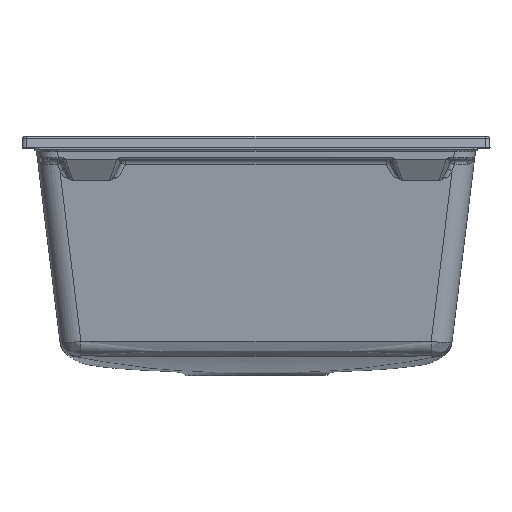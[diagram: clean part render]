
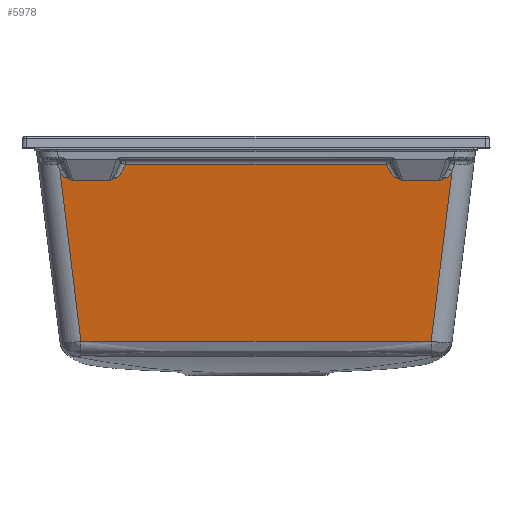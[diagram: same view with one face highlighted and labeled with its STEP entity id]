
A CAD part, top view. The second image highlights one B-rep face of the part: STEP entity #5978.
In plain terms, the highlighted planar face has unit normal (0, -0.122, 0.993).
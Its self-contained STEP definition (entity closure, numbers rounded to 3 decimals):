
#82 = CARTESIAN_POINT ( 'NONE',  ( 176.354, -31.401, 230.212 ) ) ;
#413 = CARTESIAN_POINT ( 'NONE',  ( -175.086, -33.695, 229.93 ) ) ;
#687 = CARTESIAN_POINT ( 'NONE',  ( -190., -37.435, 229.471 ) ) ;
#750 = CARTESIAN_POINT ( 'NONE',  ( -124.217, -37.435, 229.471 ) ) ;
#1064 = CARTESIAN_POINT ( 'NONE',  ( 174.366, -47.59, 228.224 ) ) ;
#1184 =( BOUNDED_CURVE ( )  B_SPLINE_CURVE ( 3, ( #82, #14365, #19466, #7583 ),
 .UNSPECIFIED., .F., .T. ) 
 B_SPLINE_CURVE_WITH_KNOTS ( ( 4, 4 ),
 ( 1.993, 2.323 ),
 .UNSPECIFIED. ) 
 CURVE ( )  GEOMETRIC_REPRESENTATION_ITEM ( )  RATIONAL_B_SPLINE_CURVE ( ( 1., 0.991, 0.991, 1. ) ) 
 REPRESENTATION_ITEM ( '' )  );
#1914 = CARTESIAN_POINT ( 'NONE',  ( -172.355, -37.435, 229.471 ) ) ;
#1915 = CARTESIAN_POINT ( 'NONE',  ( 121.668, -34.29, 229.857 ) ) ;
#1979 = CARTESIAN_POINT ( 'NONE',  ( 131.279, -184.747, 211.383 ) ) ;
#2053 = ORIENTED_EDGE ( 'NONE', *, *, #21661, .T. ) ;
#2302 = DIRECTION ( 'NONE',  ( -0.121, 0.985, 0.121 ) ) ;
#2815 = EDGE_CURVE ( 'NONE', #8178, #10026, #17541, .T. ) ;
#3080 = VERTEX_POINT ( 'NONE', #7619 ) ;
#3196 = VERTEX_POINT ( 'NONE', #7960 ) ;
#3244 = EDGE_CURVE ( 'NONE', #16797, #3196, #13258, .T. ) ;
#3319 = ORIENTED_EDGE ( 'NONE', *, *, #22431, .T. ) ;
#3658 = CARTESIAN_POINT ( 'NONE',  ( -119.307, -30.152, 230.365 ) ) ;
#3895 = EDGE_CURVE ( 'NONE', #10026, #16797, #5098, .T. ) ;
#3937 = CARTESIAN_POINT ( 'NONE',  ( 52.512, -184.984, 211.354 ) ) ;
#3949 = VECTOR ( 'NONE', #9463, 1000. ) ;
#4827 = B_SPLINE_CURVE_WITH_KNOTS ( 'NONE', 3,
 ( #18231, #13045, #12585, #10755, #5664, #17785, #3937, #12930, #1979, #21804 ),
 .UNSPECIFIED., .F., .F.,
 ( 4, 2, 2, 2, 4 ),
 ( 0., 0.079, 0.158, 0.236, 0.315 ),
 .UNSPECIFIED. ) ;
#4855 = DIRECTION ( 'NONE',  ( 0., -0.993, -0.122 ) ) ;
#4980 = CARTESIAN_POINT ( 'NONE',  ( -190., -25.391, 230.95 ) ) ;
#5098 =( BOUNDED_CURVE ( )  B_SPLINE_CURVE ( 3, ( #5719, #3658, #16212, #7457 ),
 .UNSPECIFIED., .F., .T. ) 
 B_SPLINE_CURVE_WITH_KNOTS ( ( 4, 4 ),
 ( 1.722, 2.323 ),
 .UNSPECIFIED. ) 
 CURVE ( )  GEOMETRIC_REPRESENTATION_ITEM ( )  RATIONAL_B_SPLINE_CURVE ( ( 1., 0.97, 0.97, 1. ) ) 
 REPRESENTATION_ITEM ( '' )  );
#5664 = CARTESIAN_POINT ( 'NONE',  ( -26.256, -185.039, 211.348 ) ) ;
#5719 = CARTESIAN_POINT ( 'NONE',  ( -117.345, -25.391, 230.95 ) ) ;
#5978 = ADVANCED_FACE ( 'NONE', ( #16963 ), #14986, .T. ) ;
#6017 = ORIENTED_EDGE ( 'NONE', *, *, #2815, .T. ) ;
#6036 = ORIENTED_EDGE ( 'NONE', *, *, #15236, .T. ) ;
#6212 = ORIENTED_EDGE ( 'NONE', *, *, #8290, .F. ) ;
#7050 = DIRECTION ( 'NONE',  ( -1., 0., 0. ) ) ;
#7457 = CARTESIAN_POINT ( 'NONE',  ( -124.217, -37.435, 229.471 ) ) ;
#7583 = CARTESIAN_POINT ( 'NONE',  ( 172.355, -37.435, 229.471 ) ) ;
#7619 = CARTESIAN_POINT ( 'NONE',  ( 176.354, -31.401, 230.212 ) ) ;
#7960 = CARTESIAN_POINT ( 'NONE',  ( -172.355, -37.435, 229.471 ) ) ;
#8178 = VERTEX_POINT ( 'NONE', #22159 ) ;
#8290 = EDGE_CURVE ( 'NONE', #3080, #11391, #10073, .T. ) ;
#8549 = ORIENTED_EDGE ( 'NONE', *, *, #11654, .T. ) ;
#8627 = EDGE_CURVE ( 'NONE', #17523, #18694, #12571, .T. ) ;
#8675 = CARTESIAN_POINT ( 'NONE',  ( -176.354, -31.401, 230.212 ) ) ;
#8692 = VECTOR ( 'NONE', #17897, 1000. ) ;
#8824 = VERTEX_POINT ( 'NONE', #21790 ) ;
#9463 = DIRECTION ( 'NONE',  ( -1., 0., 0. ) ) ;
#10026 = VERTEX_POINT ( 'NONE', #20164 ) ;
#10055 = CARTESIAN_POINT ( 'NONE',  ( -190., -1.097, 233.933 ) ) ;
#10073 = LINE ( 'NONE', #1064, #10228 ) ;
#10228 = VECTOR ( 'NONE', #17088, 1000. ) ;
#10259 = AXIS2_PLACEMENT_3D ( 'NONE', #10055, #22033, #4855 ) ;
#10279 = EDGE_CURVE ( 'NONE', #18086, #8178, #19975, .T. ) ;
#10755 = CARTESIAN_POINT ( 'NONE',  ( -52.512, -184.984, 211.354 ) ) ;
#10864 = LINE ( 'NONE', #16274, #8692 ) ;
#11073 = CARTESIAN_POINT ( 'NONE',  ( -180.22, 0.086, 234.078 ) ) ;
#11391 = VERTEX_POINT ( 'NONE', #15706 ) ;
#11654 = EDGE_CURVE ( 'NONE', #8824, #18086, #10864, .T. ) ;
#12119 = VECTOR ( 'NONE', #7050, 1000. ) ;
#12571 = LINE ( 'NONE', #11073, #20917 ) ;
#12585 = CARTESIAN_POINT ( 'NONE',  ( -105.023, -184.836, 211.373 ) ) ;
#12635 = CARTESIAN_POINT ( 'NONE',  ( 124.217, -37.435, 229.471 ) ) ;
#12930 = CARTESIAN_POINT ( 'NONE',  ( 105.023, -184.836, 211.373 ) ) ;
#13045 = CARTESIAN_POINT ( 'NONE',  ( -131.279, -184.747, 211.383 ) ) ;
#13258 = LINE ( 'NONE', #687, #3949 ) ;
#14078 = CARTESIAN_POINT ( 'NONE',  ( -157.535, -184.668, 211.393 ) ) ;
#14357 = CARTESIAN_POINT ( 'NONE',  ( 119.307, -30.152, 230.365 ) ) ;
#14365 = CARTESIAN_POINT ( 'NONE',  ( 175.086, -33.695, 229.93 ) ) ;
#14986 = PLANE ( 'NONE',  #10259 ) ;
#15236 = EDGE_CURVE ( 'NONE', #17523, #11391, #4827, .T. ) ;
#15334 = ORIENTED_EDGE ( 'NONE', *, *, #10279, .T. ) ;
#15706 = CARTESIAN_POINT ( 'NONE',  ( 157.535, -184.668, 211.393 ) ) ;
#16212 = CARTESIAN_POINT ( 'NONE',  ( -121.668, -34.29, 229.857 ) ) ;
#16274 = CARTESIAN_POINT ( 'NONE',  ( -190., -37.435, 229.471 ) ) ;
#16797 = VERTEX_POINT ( 'NONE', #750 ) ;
#16963 = FACE_OUTER_BOUND ( 'NONE', #18460, .T. ) ;
#17088 = DIRECTION ( 'NONE',  ( -0.121, -0.985, -0.121 ) ) ;
#17523 = VERTEX_POINT ( 'NONE', #14078 ) ;
#17541 = LINE ( 'NONE', #4980, #12119 ) ;
#17560 = ORIENTED_EDGE ( 'NONE', *, *, #3895, .T. ) ;
#17718 = CARTESIAN_POINT ( 'NONE',  ( 117.345, -25.391, 230.95 ) ) ;
#17785 = CARTESIAN_POINT ( 'NONE',  ( 26.256, -185.039, 211.348 ) ) ;
#17897 = DIRECTION ( 'NONE',  ( -1., 0., 0. ) ) ;
#18086 = VERTEX_POINT ( 'NONE', #18920 ) ;
#18231 = CARTESIAN_POINT ( 'NONE',  ( -157.535, -184.668, 211.393 ) ) ;
#18460 = EDGE_LOOP ( 'NONE', ( #15334, #6017, #17560, #22163, #2053, #22744, #6036, #6212, #3319, #8549 ) ) ;
#18694 = VERTEX_POINT ( 'NONE', #8675 ) ;
#18920 = CARTESIAN_POINT ( 'NONE',  ( 124.217, -37.435, 229.471 ) ) ;
#19466 = CARTESIAN_POINT ( 'NONE',  ( 173.741, -35.725, 229.681 ) ) ;
#19975 =( BOUNDED_CURVE ( )  B_SPLINE_CURVE ( 3, ( #12635, #1915, #14357, #17718 ),
 .UNSPECIFIED., .F., .T. ) 
 B_SPLINE_CURVE_WITH_KNOTS ( ( 4, 4 ),
 ( 3.96, 4.561 ),
 .UNSPECIFIED. ) 
 CURVE ( )  GEOMETRIC_REPRESENTATION_ITEM ( )  RATIONAL_B_SPLINE_CURVE ( ( 1., 0.97, 0.97, 1. ) ) 
 REPRESENTATION_ITEM ( '' )  );
#20164 = CARTESIAN_POINT ( 'NONE',  ( -117.345, -25.391, 230.95 ) ) ;
#20917 = VECTOR ( 'NONE', #2302, 1000. ) ;
#20936 =( BOUNDED_CURVE ( )  B_SPLINE_CURVE ( 3, ( #1914, #21632, #413, #21298 ),
 .UNSPECIFIED., .F., .T. ) 
 B_SPLINE_CURVE_WITH_KNOTS ( ( 4, 4 ),
 ( 3.96, 4.291 ),
 .UNSPECIFIED. ) 
 CURVE ( )  GEOMETRIC_REPRESENTATION_ITEM ( )  RATIONAL_B_SPLINE_CURVE ( ( 1., 0.991, 0.991, 1. ) ) 
 REPRESENTATION_ITEM ( '' )  );
#21298 = CARTESIAN_POINT ( 'NONE',  ( -176.354, -31.401, 230.212 ) ) ;
#21632 = CARTESIAN_POINT ( 'NONE',  ( -173.741, -35.725, 229.681 ) ) ;
#21661 = EDGE_CURVE ( 'NONE', #3196, #18694, #20936, .T. ) ;
#21790 = CARTESIAN_POINT ( 'NONE',  ( 172.355, -37.435, 229.471 ) ) ;
#21804 = CARTESIAN_POINT ( 'NONE',  ( 157.535, -184.668, 211.393 ) ) ;
#22033 = DIRECTION ( 'NONE',  ( 0., -0.122, 0.993 ) ) ;
#22159 = CARTESIAN_POINT ( 'NONE',  ( 117.345, -25.391, 230.95 ) ) ;
#22163 = ORIENTED_EDGE ( 'NONE', *, *, #3244, .T. ) ;
#22431 = EDGE_CURVE ( 'NONE', #3080, #8824, #1184, .T. ) ;
#22744 = ORIENTED_EDGE ( 'NONE', *, *, #8627, .F. ) ;
